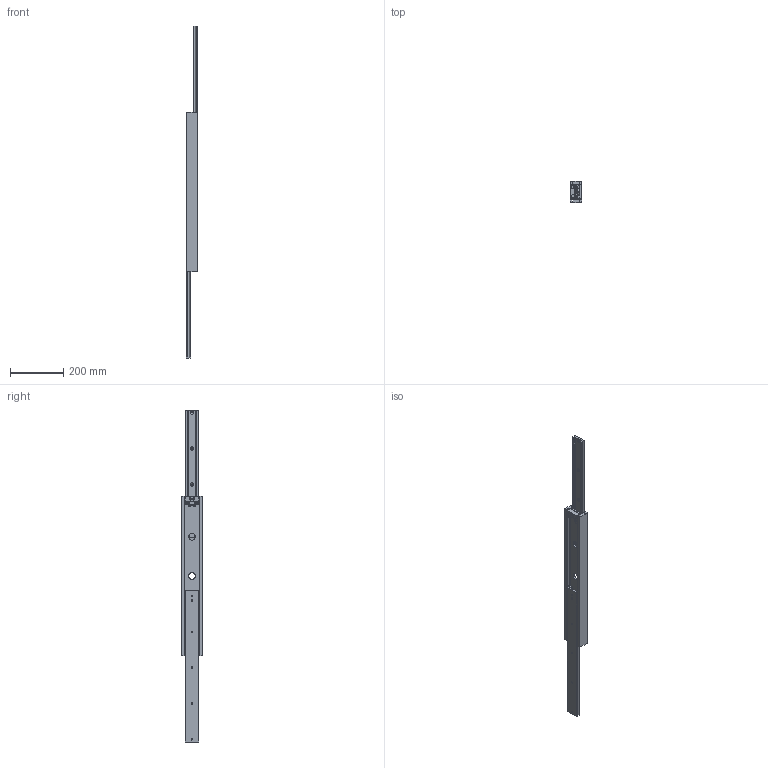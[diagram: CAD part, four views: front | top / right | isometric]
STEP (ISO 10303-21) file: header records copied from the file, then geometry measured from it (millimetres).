
FILE_DESCRIPTION (( 'STEP AP214' ), '1' );
FILE_NAME ('G318FPS0022SS - GUIDA RULLI EP45X80 L600 SS.STEP', '2023-11-22T07:29:14', ( '' ), ( '' ), 'SwSTEP 2.0', 'SolidWorks 2021', '' );
FILE_SCHEMA (( 'AUTOMOTIVE_DESIGN' ));
Length unit declared in the file: millimetre
Products named in the file (13): 9867512 - VITE TSPEI M5x12 UNI 5933 ZB; G318SPC0062 - DISCO FERMO MOLLA; G318SPC0044MSS - MONTANTE MOBILE 16.5X52 L570 SS; 6520109 - MOLLA CO C1.70x10x9x25; 9867817 - VITE TSPEI M8x16 UNI 5933 ZB; 9861520 - VITE TCEI M5x20 ZNB UNI 5931; G318FPS0022SS - GUIDA RULLI EP45X80 L600 SS; G318SPC0044FSS - MONTANTE FISSO 16.5X52 L570 SS; 6520108 - MOLLA Ø12 SEZ. 2 L.25; G318SPC0043SS - PROFILO H 42X80 L600 SS; 0820002 - GABBIA EXTRA P. L245; G318SPC0061 - BLOCCHETTO CON 2 MOLLE; 0845006 - ANELLO DI FERMO EXP H10
Assembly tree (27 placements, depth 2):
  G318FPS0022SS - GUIDA RULLI EP45X80 L600 SS
    G318SPC0043SS - PROFILO H 42X80 L600 SS
    G318SPC0044MSS - MONTANTE MOBILE 16.5X52 L570 SS
    G318SPC0044FSS - MONTANTE FISSO 16.5X52 L570 SS
    G318SPC0061 - BLOCCHETTO CON 2 MOLLE  x2
    6520108 - MOLLA Ø12 SEZ. 2 L.25  x4
    G318SPC0062 - DISCO FERMO MOLLA  x2
    6520109 - MOLLA CO C1.70x10x9x25  x2
    0845006 - ANELLO DI FERMO EXP H10  x2
    0820002 - GABBIA EXTRA P. L245  x2
    9867512 - VITE TSPEI M5x12 UNI 5933 ZB  x4
    9867817 - VITE TSPEI M8x16 UNI 5933 ZB  x2
    9861520 - VITE TCEI M5x20 ZNB UNI 5931  x4
Bounding box: 43.57 x 80 x 1250 mm (x, y, z)
Volume: 1355820.6 mm3; surface area: 479275.2 mm2
Topology: 27 solids, 27 shells, 1226 faces, 3644 edges, 2354 vertices
Faces by surface type: plane 610, cylinder 482, cone 78, torus 44, bspline 12
Entity records: 29024 total; most frequent: CARTESIAN_POINT 9501, ORIENTED_EDGE 4004, DIRECTION 3910, EDGE_CURVE 2002, AXIS2_PLACEMENT_3D 1370, VERTEX_POINT 1307, VECTOR 1170, LINE 1170
